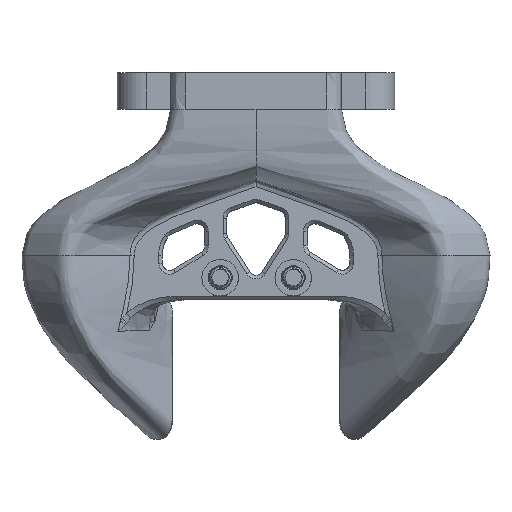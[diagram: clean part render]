
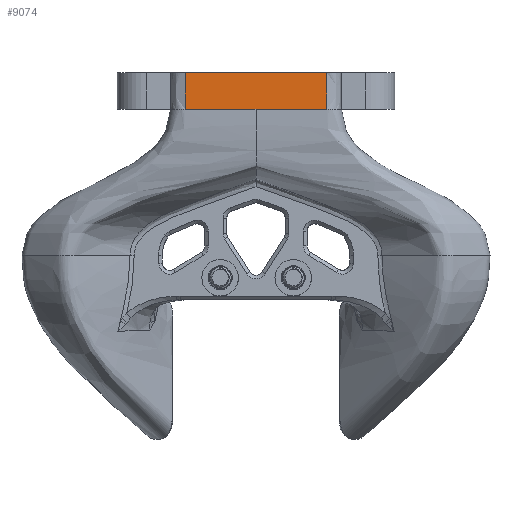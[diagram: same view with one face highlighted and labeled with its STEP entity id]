
A CAD part, top view. The second image highlights one B-rep face of the part: STEP entity #9074.
In plain terms, the highlighted free-form (B-spline) face has degree [3, 1] with [31, 2] control points.
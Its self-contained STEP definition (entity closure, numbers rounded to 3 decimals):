
#156=B_SPLINE_SURFACE_WITH_KNOTS('',3,1,((#31372,#31373),(#31374,#31375),
(#31376,#31377),(#31378,#31379),(#31380,#31381),(#31382,#31383),(#31384,
#31385),(#31386,#31387),(#31388,#31389),(#31390,#31391),(#31392,#31393),
(#31394,#31395),(#31396,#31397),(#31398,#31399),(#31400,#31401),(#31402,
#31403),(#31404,#31405),(#31406,#31407),(#31408,#31409),(#31410,#31411),
(#31412,#31413),(#31414,#31415),(#31416,#31417),(#31418,#31419),(#31420,
#31421),(#31422,#31423),(#31424,#31425),(#31426,#31427),(#31428,#31429),
(#31430,#31431),(#31432,#31433)),.UNSPECIFIED.,.F.,.F.,.F.,(4,3,3,3,3,3,
3,3,3,3,4),(2,2),(-1.,-0.945,-0.889,-0.751,
-0.61,-0.514,-0.385,-0.212,
-0.111,-0.056,0.),(-0.001,0.501),
 .UNSPECIFIED.);
#1134=FACE_OUTER_BOUND('',#1698,.T.);
#1698=EDGE_LOOP('',(#8373,#8374,#8375,#8376,#8377,#8378));
#2670=B_SPLINE_CURVE_WITH_KNOTS('',3,(#29127,#29128,#29129,#29130),
 .UNSPECIFIED.,.F.,.F.,(4,4),(-0.5,-0.113),
 .UNSPECIFIED.);
#2713=B_SPLINE_CURVE_WITH_KNOTS('',3,(#30749,#30750,#30751,#30752),
 .UNSPECIFIED.,.F.,.F.,(4,4),(0.113,0.5),
 .UNSPECIFIED.);
#2714=B_SPLINE_CURVE_WITH_KNOTS('',3,(#30754,#30755,#30756,#30757),
 .UNSPECIFIED.,.F.,.F.,(4,4),(0.113,0.5),
 .UNSPECIFIED.);
#2721=B_SPLINE_CURVE_WITH_KNOTS('',3,(#31107,#31108,#31109,#31110),
 .UNSPECIFIED.,.F.,.F.,(4,4),(-0.5,-0.113),
 .UNSPECIFIED.);
#2725=B_SPLINE_CURVE_WITH_KNOTS('',3,(#31174,#31175,#31176,#31177),
 .UNSPECIFIED.,.F.,.F.,(4,4),(-0.5,0.),
 .UNSPECIFIED.);
#2729=B_SPLINE_CURVE_WITH_KNOTS('',3,(#31368,#31369,#31370,#31371),
 .UNSPECIFIED.,.F.,.F.,(4,4),(-0.5,0.),
 .UNSPECIFIED.);
#4094=VERTEX_POINT('',#29118);
#4095=VERTEX_POINT('',#29126);
#4138=VERTEX_POINT('',#30740);
#4139=VERTEX_POINT('',#30748);
#4140=VERTEX_POINT('',#30753);
#4145=VERTEX_POINT('',#31106);
#5472=EDGE_CURVE('',#4095,#4094,#2670,.T.);
#5532=EDGE_CURVE('',#4138,#4139,#2713,.T.);
#5533=EDGE_CURVE('',#4140,#4139,#2714,.T.);
#5544=EDGE_CURVE('',#4095,#4145,#2721,.T.);
#5556=EDGE_CURVE('',#4094,#4140,#2725,.T.);
#5563=EDGE_CURVE('',#4145,#4138,#2729,.T.);
#8373=ORIENTED_EDGE('',*,*,#5532,.F.);
#8374=ORIENTED_EDGE('',*,*,#5563,.F.);
#8375=ORIENTED_EDGE('',*,*,#5544,.F.);
#8376=ORIENTED_EDGE('',*,*,#5472,.T.);
#8377=ORIENTED_EDGE('',*,*,#5556,.T.);
#8378=ORIENTED_EDGE('',*,*,#5533,.T.);
#9074=ADVANCED_FACE('',(#1134),#156,.T.);
#29118=CARTESIAN_POINT('',(-0.324,59.25,29.758));
#29126=CARTESIAN_POINT('',(-9.998,59.25,29.758));
#29127=CARTESIAN_POINT('Ctrl Pts',(-9.998,59.25,29.759));
#29128=CARTESIAN_POINT('Ctrl Pts',(-5.694,59.25,29.759));
#29129=CARTESIAN_POINT('Ctrl Pts',(-1.368,59.25,29.759));
#29130=CARTESIAN_POINT('Ctrl Pts',(-0.324,59.25,29.76));
#30740=CARTESIAN_POINT('',(-19.673,64.25,29.758));
#30748=CARTESIAN_POINT('',(-9.998,64.25,29.758));
#30749=CARTESIAN_POINT('Ctrl Pts',(-19.673,64.25,29.758));
#30750=CARTESIAN_POINT('Ctrl Pts',(-16.448,64.25,29.758));
#30751=CARTESIAN_POINT('Ctrl Pts',(-13.223,64.25,29.758));
#30752=CARTESIAN_POINT('Ctrl Pts',(-9.998,64.25,29.758));
#30753=CARTESIAN_POINT('',(-0.324,64.25,29.758));
#30754=CARTESIAN_POINT('Ctrl Pts',(-0.324,64.25,29.758));
#30755=CARTESIAN_POINT('Ctrl Pts',(-3.548,64.25,29.758));
#30756=CARTESIAN_POINT('Ctrl Pts',(-6.773,64.25,29.758));
#30757=CARTESIAN_POINT('Ctrl Pts',(-9.998,64.25,29.758));
#31106=CARTESIAN_POINT('',(-19.673,59.25,29.758));
#31107=CARTESIAN_POINT('Ctrl Pts',(-9.998,59.25,29.759));
#31108=CARTESIAN_POINT('Ctrl Pts',(-14.303,59.25,29.759));
#31109=CARTESIAN_POINT('Ctrl Pts',(-18.628,59.25,29.759));
#31110=CARTESIAN_POINT('Ctrl Pts',(-19.673,59.25,29.76));
#31174=CARTESIAN_POINT('Ctrl Pts',(-0.324,59.25,29.758));
#31175=CARTESIAN_POINT('Ctrl Pts',(-0.324,60.916,
29.758));
#31176=CARTESIAN_POINT('Ctrl Pts',(-0.324,62.583,
29.758));
#31177=CARTESIAN_POINT('Ctrl Pts',(-0.324,64.25,29.758));
#31368=CARTESIAN_POINT('Ctrl Pts',(-19.673,59.25,29.758));
#31369=CARTESIAN_POINT('Ctrl Pts',(-19.673,60.916,29.758));
#31370=CARTESIAN_POINT('Ctrl Pts',(-19.673,62.583,29.758));
#31371=CARTESIAN_POINT('Ctrl Pts',(-19.673,64.25,29.758));
#31372=CARTESIAN_POINT('Ctrl Pts',(1.676,64.259,28.12));
#31373=CARTESIAN_POINT('Ctrl Pts',(1.676,59.24,28.12));
#31374=CARTESIAN_POINT('Ctrl Pts',(1.593,64.259,28.569));
#31375=CARTESIAN_POINT('Ctrl Pts',(1.593,59.24,28.569));
#31376=CARTESIAN_POINT('Ctrl Pts',(1.351,64.259,28.988));
#31377=CARTESIAN_POINT('Ctrl Pts',(1.351,59.24,28.988));
#31378=CARTESIAN_POINT('Ctrl Pts',(1.001,64.259,29.284));
#31379=CARTESIAN_POINT('Ctrl Pts',(1.001,59.24,29.284));
#31380=CARTESIAN_POINT('Ctrl Pts',(0.644,64.259,29.587));
#31381=CARTESIAN_POINT('Ctrl Pts',(0.644,59.24,29.587));
#31382=CARTESIAN_POINT('Ctrl Pts',(0.177,64.259,29.758));
#31383=CARTESIAN_POINT('Ctrl Pts',(0.177,59.24,29.758));
#31384=CARTESIAN_POINT('Ctrl Pts',(-0.292,64.259,
29.758));
#31385=CARTESIAN_POINT('Ctrl Pts',(-0.292,59.24,
29.758));
#31386=CARTESIAN_POINT('Ctrl Pts',(-1.437,64.259,29.758));
#31387=CARTESIAN_POINT('Ctrl Pts',(-1.437,59.24,29.758));
#31388=CARTESIAN_POINT('Ctrl Pts',(-2.582,64.259,29.758));
#31389=CARTESIAN_POINT('Ctrl Pts',(-2.582,59.24,29.758));
#31390=CARTESIAN_POINT('Ctrl Pts',(-3.727,64.259,29.758));
#31391=CARTESIAN_POINT('Ctrl Pts',(-3.727,59.24,29.758));
#31392=CARTESIAN_POINT('Ctrl Pts',(-4.9,64.259,29.758));
#31393=CARTESIAN_POINT('Ctrl Pts',(-4.9,59.24,29.758));
#31394=CARTESIAN_POINT('Ctrl Pts',(-6.073,64.259,29.758));
#31395=CARTESIAN_POINT('Ctrl Pts',(-6.073,59.24,29.758));
#31396=CARTESIAN_POINT('Ctrl Pts',(-7.246,64.259,29.758));
#31397=CARTESIAN_POINT('Ctrl Pts',(-7.246,59.24,29.758));
#31398=CARTESIAN_POINT('Ctrl Pts',(-8.044,64.259,29.758));
#31399=CARTESIAN_POINT('Ctrl Pts',(-8.044,59.24,29.758));
#31400=CARTESIAN_POINT('Ctrl Pts',(-8.843,64.259,29.758));
#31401=CARTESIAN_POINT('Ctrl Pts',(-8.843,59.24,29.758));
#31402=CARTESIAN_POINT('Ctrl Pts',(-9.641,64.259,29.758));
#31403=CARTESIAN_POINT('Ctrl Pts',(-9.641,59.24,29.758));
#31404=CARTESIAN_POINT('Ctrl Pts',(-10.714,64.259,29.758));
#31405=CARTESIAN_POINT('Ctrl Pts',(-10.714,59.24,29.758));
#31406=CARTESIAN_POINT('Ctrl Pts',(-11.787,64.259,29.758));
#31407=CARTESIAN_POINT('Ctrl Pts',(-11.787,59.24,29.758));
#31408=CARTESIAN_POINT('Ctrl Pts',(-12.86,64.259,29.758));
#31409=CARTESIAN_POINT('Ctrl Pts',(-12.86,59.24,29.758));
#31410=CARTESIAN_POINT('Ctrl Pts',(-14.302,64.259,29.758));
#31411=CARTESIAN_POINT('Ctrl Pts',(-14.302,59.24,29.758));
#31412=CARTESIAN_POINT('Ctrl Pts',(-15.745,64.259,29.758));
#31413=CARTESIAN_POINT('Ctrl Pts',(-15.745,59.24,29.758));
#31414=CARTESIAN_POINT('Ctrl Pts',(-17.188,64.259,29.758));
#31415=CARTESIAN_POINT('Ctrl Pts',(-17.188,59.24,29.758));
#31416=CARTESIAN_POINT('Ctrl Pts',(-18.026,64.259,29.758));
#31417=CARTESIAN_POINT('Ctrl Pts',(-18.026,59.24,29.758));
#31418=CARTESIAN_POINT('Ctrl Pts',(-18.865,64.259,29.758));
#31419=CARTESIAN_POINT('Ctrl Pts',(-18.865,59.24,29.758));
#31420=CARTESIAN_POINT('Ctrl Pts',(-19.704,64.259,29.758));
#31421=CARTESIAN_POINT('Ctrl Pts',(-19.704,59.24,29.758));
#31422=CARTESIAN_POINT('Ctrl Pts',(-20.162,64.259,29.758));
#31423=CARTESIAN_POINT('Ctrl Pts',(-20.162,59.24,29.758));
#31424=CARTESIAN_POINT('Ctrl Pts',(-20.617,64.259,29.595));
#31425=CARTESIAN_POINT('Ctrl Pts',(-20.617,59.24,29.595));
#31426=CARTESIAN_POINT('Ctrl Pts',(-20.972,64.259,29.306));
#31427=CARTESIAN_POINT('Ctrl Pts',(-20.972,59.24,29.306));
#31428=CARTESIAN_POINT('Ctrl Pts',(-21.335,64.259,29.009));
#31429=CARTESIAN_POINT('Ctrl Pts',(-21.335,59.24,29.009));
#31430=CARTESIAN_POINT('Ctrl Pts',(-21.588,64.259,28.581));
#31431=CARTESIAN_POINT('Ctrl Pts',(-21.588,59.24,28.581));
#31432=CARTESIAN_POINT('Ctrl Pts',(-21.673,64.259,28.12));
#31433=CARTESIAN_POINT('Ctrl Pts',(-21.673,59.24,28.12));
